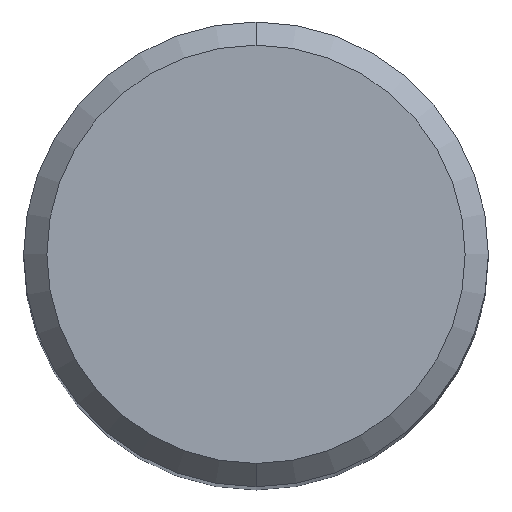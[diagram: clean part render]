
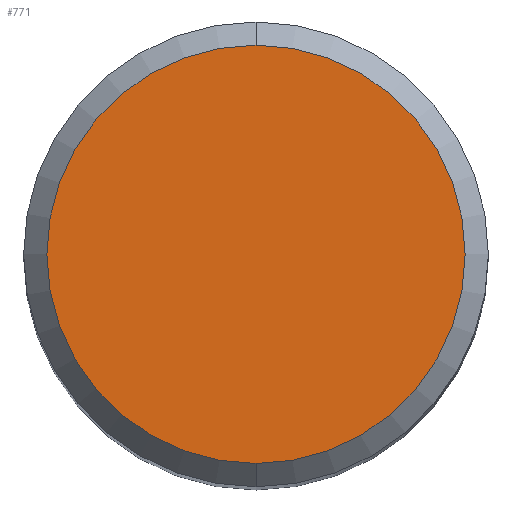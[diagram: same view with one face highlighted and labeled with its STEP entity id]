
A CAD part, top view. The second image highlights one B-rep face of the part: STEP entity #771.
In plain terms, the highlighted planar face has unit normal (0, 0, 1).
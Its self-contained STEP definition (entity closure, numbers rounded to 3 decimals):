
#363=VERTEX_POINT('',#961);
#699=VERTEX_POINT('',#1328);
#719=EDGE_CURVE('',#363,#699,#1350,.T.);
#729=EDGE_CURVE('',#699,#363,#1360,.T.);
#771=ADVANCED_FACE('',(#1408),#1409,.T.);
#961=CARTESIAN_POINT('',(0.0,7.2,0.0));
#1328=CARTESIAN_POINT('',(0.,-7.2,0.0));
#1350=CIRCLE('',#5544,7.2);
#1360=CIRCLE('',#5557,7.2);
#1408=FACE_OUTER_BOUND('',#7053,.T.);
#1409=PLANE('',#7054);
#5544=AXIS2_PLACEMENT_3D('',#9621,#9622,#9623);
#5557=AXIS2_PLACEMENT_3D('',#9625,#9626,#9627);
#7053=EDGE_LOOP('',(#9700,#9701));
#7054=AXIS2_PLACEMENT_3D('',#9702,#9703,#9704);
#9621=CARTESIAN_POINT('',(0.0,0.0,0.0));
#9622=DIRECTION('',(0.0,0.0,-1.0));
#9623=DIRECTION('',(0.0,1.0,0.0));
#9625=CARTESIAN_POINT('',(0.0,0.0,0.0));
#9626=DIRECTION('',(0.0,0.0,-1.0));
#9627=DIRECTION('',(0.0,1.0,0.0));
#9700=ORIENTED_EDGE('',*,*,#719,.F.);
#9701=ORIENTED_EDGE('',*,*,#729,.F.);
#9702=CARTESIAN_POINT('',(0.0,3.6,0.0));
#9703=DIRECTION('',(-0.0,0.0,1.0));
#9704=DIRECTION('',(0.0,-1.0,0.0));
